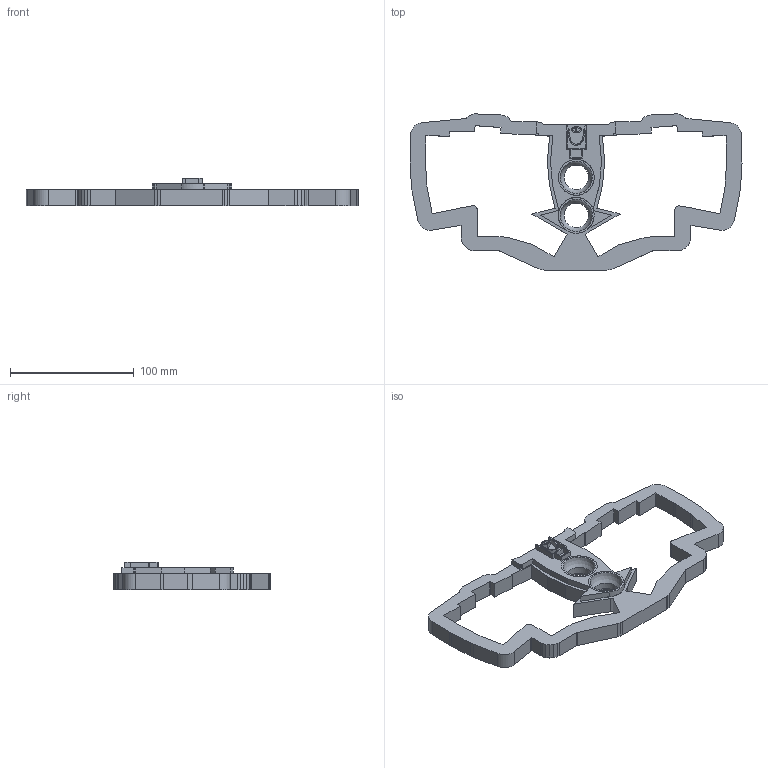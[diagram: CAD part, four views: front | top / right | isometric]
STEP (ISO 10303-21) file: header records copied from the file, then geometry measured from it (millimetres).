
FILE_DESCRIPTION(/* description */ (''),/* implementation_level */ '2;1');
FILE_NAME(/* name */ 'OverLord Lotus Layout 2balls Top Virgin.step',/* time_stamp */ '2024-08-19T12:29:35-07:00',/* author */ (''),/* organization */ (''),/* preprocessor_version */ 'ST-DEVELOPER v20',/* originating_system */ 'Autodesk Translation Framework v13.14.0.145',/* authorisation */ '');
FILE_SCHEMA (('AUTOMOTIVE_DESIGN { 1 0 10303 214 3 1 1 }'));
Length unit declared in the file: millimetre
Products named in the file (1): Lotus Layout 2balls
Bounding box: 268.71 x 126.44 x 22 mm (x, y, z)
Volume: 160182.8 mm3; surface area: 50611.6 mm2
Topology: 1 solids, 1 shells, 466 faces, 1326 edges, 884 vertices
Faces by surface type: plane 414, cylinder 32, bspline 18, sphere 2
Full cylindrical faces by diameter (mm): 3.2 x8, 6 x1, 20.011 x2, 29 x1
Entity records: 15046 total; most frequent: CARTESIAN_POINT 2911, ORIENTED_EDGE 2652, DIRECTION 2266, EDGE_CURVE 1326, LINE 1212, VECTOR 1212, VERTEX_POINT 884, AXIS2_PLACEMENT_3D 527
